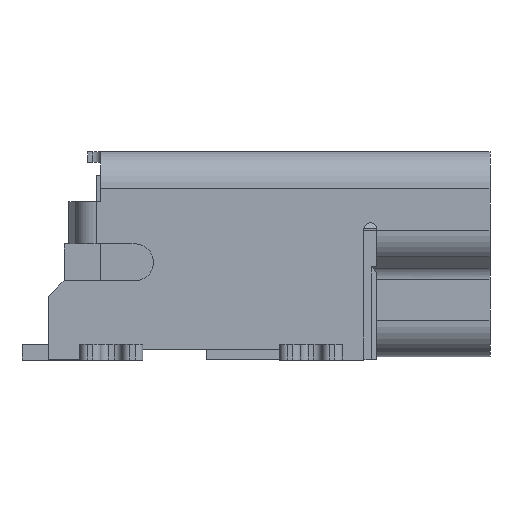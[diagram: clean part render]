
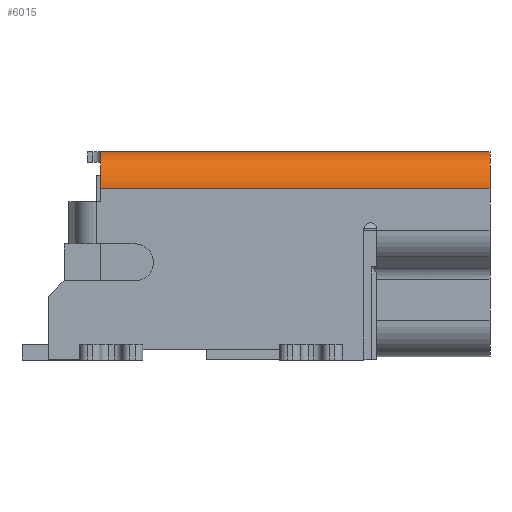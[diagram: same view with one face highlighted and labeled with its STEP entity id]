
A CAD part, left-side view. The second image highlights one B-rep face of the part: STEP entity #6015.
In plain terms, the highlighted cylindrical face has radius 0.7 mm (diameter 1.4 mm), a partial arc.
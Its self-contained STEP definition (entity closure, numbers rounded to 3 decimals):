
#32 = PLANE('',#33);
#33 = AXIS2_PLACEMENT_3D('',#34,#35,#36);
#34 = CARTESIAN_POINT('',(-3.85,0.,0.453));
#35 = DIRECTION('',(-1.,-0.,0.));
#36 = DIRECTION('',(0.,-1.,0.));
#56 = VERTEX_POINT('',#57);
#57 = CARTESIAN_POINT('',(-3.85,0.6,1.25));
#71 = PLANE('',#72);
#72 = AXIS2_PLACEMENT_3D('',#73,#74,#75);
#73 = CARTESIAN_POINT('',(0.,0.6,0.));
#74 = DIRECTION('',(0.,-1.,0.));
#75 = DIRECTION('',(1.,0.,0.));
#83 = EDGE_CURVE('',#56,#84,#86,.T.);
#84 = VERTEX_POINT('',#85);
#85 = CARTESIAN_POINT('',(-3.85,8.,1.25));
#86 = SURFACE_CURVE('',#87,(#91,#98),.PCURVE_S1.);
#87 = LINE('',#88,#89);
#88 = CARTESIAN_POINT('',(-3.85,0.,1.25));
#89 = VECTOR('',#90,1.);
#90 = DIRECTION('',(0.,1.,0.));
#91 = PCURVE('',#32,#92);
#92 = DEFINITIONAL_REPRESENTATION('',(#93),#97);
#93 = LINE('',#94,#95);
#94 = CARTESIAN_POINT('',(0.,0.797));
#95 = VECTOR('',#96,1.);
#96 = DIRECTION('',(-1.,0.));
#97 = ( GEOMETRIC_REPRESENTATION_CONTEXT(2) 
PARAMETRIC_REPRESENTATION_CONTEXT() REPRESENTATION_CONTEXT('2D SPACE',''
  ) );
#98 = PCURVE('',#99,#104);
#99 = CYLINDRICAL_SURFACE('',#100,0.7);
#100 = AXIS2_PLACEMENT_3D('',#101,#102,#103);
#101 = CARTESIAN_POINT('',(-3.15,0.,1.25));
#102 = DIRECTION('',(0.,1.,0.));
#103 = DIRECTION('',(-1.,-0.,0.));
#104 = DEFINITIONAL_REPRESENTATION('',(#105),#108);
#105 = B_SPLINE_CURVE_WITH_KNOTS('',1,(#106,#107),.UNSPECIFIED.,.F.,.F.,
  (2,2),(0.6,8.),.PIECEWISE_BEZIER_KNOTS.);
#106 = CARTESIAN_POINT('',(0.,0.6));
#107 = CARTESIAN_POINT('',(0.,8.));
#108 = ( GEOMETRIC_REPRESENTATION_CONTEXT(2) 
PARAMETRIC_REPRESENTATION_CONTEXT() REPRESENTATION_CONTEXT('2D SPACE',''
  ) );
#126 = PLANE('',#127);
#127 = AXIS2_PLACEMENT_3D('',#128,#129,#130);
#128 = CARTESIAN_POINT('',(4.62,8.,1.95));
#129 = DIRECTION('',(0.,-1.,0.));
#130 = DIRECTION('',(1.,0.,0.));
#1331 = PLANE('',#1332);
#1332 = AXIS2_PLACEMENT_3D('',#1333,#1334,#1335);
#1333 = CARTESIAN_POINT('',(-3.15,0.,1.95));
#1334 = DIRECTION('',(0.,0.,1.));
#1335 = DIRECTION('',(0.,-1.,0.));
#2150 = EDGE_CURVE('',#2151,#2153,#2155,.T.);
#2151 = VERTEX_POINT('',#2152);
#2152 = CARTESIAN_POINT('',(-3.15,8.,1.95));
#2153 = VERTEX_POINT('',#2154);
#2154 = CARTESIAN_POINT('',(-3.15,0.6,1.95));
#2155 = SURFACE_CURVE('',#2156,(#2160,#2167),.PCURVE_S1.);
#2156 = LINE('',#2157,#2158);
#2157 = CARTESIAN_POINT('',(-3.15,0.,1.95));
#2158 = VECTOR('',#2159,1.);
#2159 = DIRECTION('',(0.,-1.,0.));
#2160 = PCURVE('',#1331,#2161);
#2161 = DEFINITIONAL_REPRESENTATION('',(#2162),#2166);
#2162 = LINE('',#2163,#2164);
#2163 = CARTESIAN_POINT('',(-0.,0.));
#2164 = VECTOR('',#2165,1.);
#2165 = DIRECTION('',(1.,0.));
#2166 = ( GEOMETRIC_REPRESENTATION_CONTEXT(2) 
PARAMETRIC_REPRESENTATION_CONTEXT() REPRESENTATION_CONTEXT('2D SPACE',''
  ) );
#2167 = PCURVE('',#99,#2168);
#2168 = DEFINITIONAL_REPRESENTATION('',(#2169),#2172);
#2169 = B_SPLINE_CURVE_WITH_KNOTS('',1,(#2170,#2171),.UNSPECIFIED.,.F.,
  .F.,(2,2),(-8.,-0.6),.PIECEWISE_BEZIER_KNOTS.);
#2170 = CARTESIAN_POINT('',(1.571,8.));
#2171 = CARTESIAN_POINT('',(1.571,0.6));
#2172 = ( GEOMETRIC_REPRESENTATION_CONTEXT(2) 
PARAMETRIC_REPRESENTATION_CONTEXT() REPRESENTATION_CONTEXT('2D SPACE',''
  ) );
#6015 = ADVANCED_FACE('',(#6016),#99,.T.);
#6016 = FACE_BOUND('',#6017,.T.);
#6017 = EDGE_LOOP('',(#6018,#6019,#6044,#6045));
#6018 = ORIENTED_EDGE('',*,*,#83,.F.);
#6019 = ORIENTED_EDGE('',*,*,#6020,.T.);
#6020 = EDGE_CURVE('',#56,#2153,#6021,.T.);
#6021 = SURFACE_CURVE('',#6022,(#6027,#6033),.PCURVE_S1.);
#6022 = CIRCLE('',#6023,0.7);
#6023 = AXIS2_PLACEMENT_3D('',#6024,#6025,#6026);
#6024 = CARTESIAN_POINT('',(-3.15,0.6,1.25));
#6025 = DIRECTION('',(-0.,1.,0.));
#6026 = DIRECTION('',(1.,0.,0.));
#6027 = PCURVE('',#99,#6028);
#6028 = DEFINITIONAL_REPRESENTATION('',(#6029),#6032);
#6029 = B_SPLINE_CURVE_WITH_KNOTS('',1,(#6030,#6031),.UNSPECIFIED.,.F.,
  .F.,(2,2),(3.142,4.712),.PIECEWISE_BEZIER_KNOTS.);
#6030 = CARTESIAN_POINT('',(0.,0.6));
#6031 = CARTESIAN_POINT('',(1.571,0.6));
#6032 = ( GEOMETRIC_REPRESENTATION_CONTEXT(2) 
PARAMETRIC_REPRESENTATION_CONTEXT() REPRESENTATION_CONTEXT('2D SPACE',''
  ) );
#6033 = PCURVE('',#71,#6034);
#6034 = DEFINITIONAL_REPRESENTATION('',(#6035),#6043);
#6035 = ( BOUNDED_CURVE() B_SPLINE_CURVE(2,(#6036,#6037,#6038,#6039,
#6040,#6041,#6042),.UNSPECIFIED.,.T.,.F.) B_SPLINE_CURVE_WITH_KNOTS((1,2
    ,2,2,2,1),(-2.094,0.,2.094,4.189,
6.283,8.378),.UNSPECIFIED.) CURVE() 
GEOMETRIC_REPRESENTATION_ITEM() RATIONAL_B_SPLINE_CURVE((1.,0.5,1.,0.5,
1.,0.5,1.)) REPRESENTATION_ITEM('') );
#6036 = CARTESIAN_POINT('',(-2.45,1.25));
#6037 = CARTESIAN_POINT('',(-2.45,0.038));
#6038 = CARTESIAN_POINT('',(-3.5,0.644));
#6039 = CARTESIAN_POINT('',(-4.55,1.25));
#6040 = CARTESIAN_POINT('',(-3.5,1.856));
#6041 = CARTESIAN_POINT('',(-2.45,2.462));
#6042 = CARTESIAN_POINT('',(-2.45,1.25));
#6043 = ( GEOMETRIC_REPRESENTATION_CONTEXT(2) 
PARAMETRIC_REPRESENTATION_CONTEXT() REPRESENTATION_CONTEXT('2D SPACE',''
  ) );
#6044 = ORIENTED_EDGE('',*,*,#2150,.F.);
#6045 = ORIENTED_EDGE('',*,*,#6046,.F.);
#6046 = EDGE_CURVE('',#84,#2151,#6047,.T.);
#6047 = SURFACE_CURVE('',#6048,(#6053,#6059),.PCURVE_S1.);
#6048 = CIRCLE('',#6049,0.7);
#6049 = AXIS2_PLACEMENT_3D('',#6050,#6051,#6052);
#6050 = CARTESIAN_POINT('',(-3.15,8.,1.25));
#6051 = DIRECTION('',(-0.,1.,0.));
#6052 = DIRECTION('',(1.,0.,0.));
#6053 = PCURVE('',#99,#6054);
#6054 = DEFINITIONAL_REPRESENTATION('',(#6055),#6058);
#6055 = B_SPLINE_CURVE_WITH_KNOTS('',1,(#6056,#6057),.UNSPECIFIED.,.F.,
  .F.,(2,2),(3.142,4.712),.PIECEWISE_BEZIER_KNOTS.);
#6056 = CARTESIAN_POINT('',(0.,8.));
#6057 = CARTESIAN_POINT('',(1.571,8.));
#6058 = ( GEOMETRIC_REPRESENTATION_CONTEXT(2) 
PARAMETRIC_REPRESENTATION_CONTEXT() REPRESENTATION_CONTEXT('2D SPACE',''
  ) );
#6059 = PCURVE('',#126,#6060);
#6060 = DEFINITIONAL_REPRESENTATION('',(#6061),#6069);
#6061 = ( BOUNDED_CURVE() B_SPLINE_CURVE(2,(#6062,#6063,#6064,#6065,
#6066,#6067,#6068),.UNSPECIFIED.,.F.,.F.) B_SPLINE_CURVE_WITH_KNOTS((1,2
    ,2,2,2,1),(-2.094,0.,2.094,4.189,
6.283,8.378),.UNSPECIFIED.) CURVE() 
GEOMETRIC_REPRESENTATION_ITEM() RATIONAL_B_SPLINE_CURVE((1.,0.5,1.,0.5,
1.,0.5,1.)) REPRESENTATION_ITEM('') );
#6062 = CARTESIAN_POINT('',(-7.07,-0.7));
#6063 = CARTESIAN_POINT('',(-7.07,-1.912));
#6064 = CARTESIAN_POINT('',(-8.12,-1.306));
#6065 = CARTESIAN_POINT('',(-9.17,-0.7));
#6066 = CARTESIAN_POINT('',(-8.12,-0.094));
#6067 = CARTESIAN_POINT('',(-7.07,0.512));
#6068 = CARTESIAN_POINT('',(-7.07,-0.7));
#6069 = ( GEOMETRIC_REPRESENTATION_CONTEXT(2) 
PARAMETRIC_REPRESENTATION_CONTEXT() REPRESENTATION_CONTEXT('2D SPACE',''
  ) );
